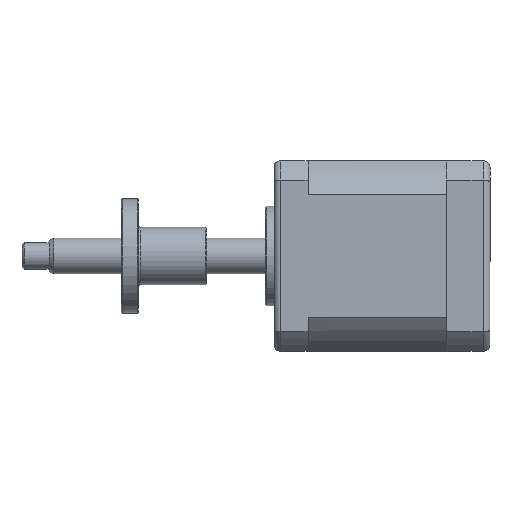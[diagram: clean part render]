
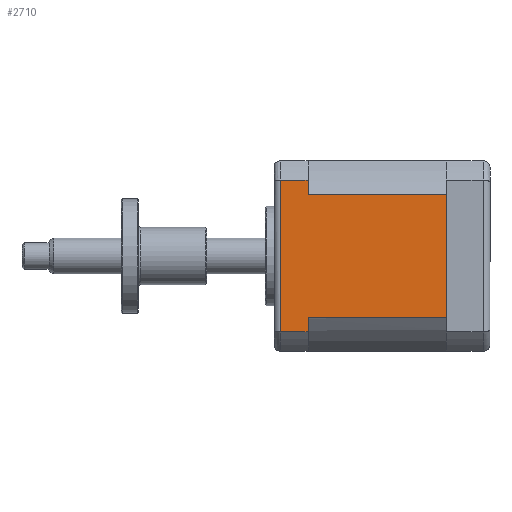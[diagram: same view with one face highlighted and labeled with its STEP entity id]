
A CAD part, left-side view. The second image highlights one B-rep face of the part: STEP entity #2710.
In plain terms, the highlighted planar face has unit normal (-1, 0, 0).
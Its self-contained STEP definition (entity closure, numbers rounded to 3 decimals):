
#40 = DIRECTION ( 'NONE',  ( 0., 0., 1. ) ) ;
#81 = EDGE_CURVE ( 'NONE', #8825, #2731, #2943, .T. ) ;
#247 = VECTOR ( 'NONE', #40, 1000. ) ;
#553 = VERTEX_POINT ( 'NONE', #10398 ) ;
#568 = EDGE_CURVE ( 'NONE', #7978, #5057, #6963, .T. ) ;
#1193 = CARTESIAN_POINT ( 'NONE',  ( -38.681, -3.358, 46.944 ) ) ;
#1417 = LINE ( 'NONE', #1651, #3276 ) ;
#1443 = VECTOR ( 'NONE', #5491, 1000. ) ;
#1521 = CARTESIAN_POINT ( 'NONE',  ( -38.681, -34.058, 19.756 ) ) ;
#1651 = CARTESIAN_POINT ( 'NONE',  ( -38.681, -34.058, 19.756 ) ) ;
#1736 = CARTESIAN_POINT ( 'NONE',  ( -38.681, 2.792, 16.504 ) ) ;
#1944 = LINE ( 'NONE', #9508, #1443 ) ;
#2143 = LINE ( 'NONE', #4877, #247 ) ;
#2246 = LINE ( 'NONE', #7896, #3643 ) ;
#2256 = VERTEX_POINT ( 'NONE', #6543 ) ;
#2312 = LINE ( 'NONE', #5044, #8219 ) ;
#2372 = ORIENTED_EDGE ( 'NONE', *, *, #3807, .F. ) ;
#2455 = ORIENTED_EDGE ( 'NONE', *, *, #81, .T. ) ;
#2626 = DIRECTION ( 'NONE',  ( 0., 1., 0. ) ) ;
#2677 = EDGE_CURVE ( 'NONE', #2256, #5695, #2246, .T. ) ;
#2709 = VECTOR ( 'NONE', #4258, 1000. ) ;
#2710 = ADVANCED_FACE ( 'NONE', ( #9547 ), #3936, .F. ) ;
#2731 = VERTEX_POINT ( 'NONE', #1736 ) ;
#2943 = LINE ( 'NONE', #8295, #2709 ) ;
#3046 = ORIENTED_EDGE ( 'NONE', *, *, #5296, .T. ) ;
#3084 = ORIENTED_EDGE ( 'NONE', *, *, #3749, .T. ) ;
#3276 = VECTOR ( 'NONE', #8066, 1000. ) ;
#3483 = DIRECTION ( 'NONE',  ( 0., 1., 0. ) ) ;
#3612 = EDGE_CURVE ( 'NONE', #5057, #8825, #1944, .T. ) ;
#3643 = VECTOR ( 'NONE', #5486, 1000. ) ;
#3717 = ORIENTED_EDGE ( 'NONE', *, *, #2677, .F. ) ;
#3749 = EDGE_CURVE ( 'NONE', #2256, #7978, #2312, .T. ) ;
#3807 = EDGE_CURVE ( 'NONE', #553, #2731, #9865, .T. ) ;
#3936 = PLANE ( 'NONE',  #5329 ) ;
#4258 = DIRECTION ( 'NONE',  ( 0., 0., -1. ) ) ;
#4442 = ORIENTED_EDGE ( 'NONE', *, *, #7509, .F. ) ;
#4510 = VERTEX_POINT ( 'NONE', #10412 ) ;
#4642 = ORIENTED_EDGE ( 'NONE', *, *, #568, .T. ) ;
#4751 = DIRECTION ( 'NONE',  ( 0., 0., 1. ) ) ;
#4873 = DIRECTION ( 'NONE',  ( 0., 0., 1. ) ) ;
#4877 = CARTESIAN_POINT ( 'NONE',  ( -38.681, -3.358, 50.196 ) ) ;
#5044 = CARTESIAN_POINT ( 'NONE',  ( -38.681, -34.058, 46.944 ) ) ;
#5057 = VERTEX_POINT ( 'NONE', #9900 ) ;
#5296 = EDGE_CURVE ( 'NONE', #553, #4510, #2143, .T. ) ;
#5329 = AXIS2_PLACEMENT_3D ( 'NONE', #1521, #9564, #4751 ) ;
#5486 = DIRECTION ( 'NONE',  ( 0., 0., -1. ) ) ;
#5491 = DIRECTION ( 'NONE',  ( 0., 1., 0. ) ) ;
#5695 = VERTEX_POINT ( 'NONE', #6150 ) ;
#6150 = CARTESIAN_POINT ( 'NONE',  ( -38.681, -34.058, 19.756 ) ) ;
#6450 = ORIENTED_EDGE ( 'NONE', *, *, #3612, .T. ) ;
#6543 = CARTESIAN_POINT ( 'NONE',  ( -38.681, -34.058, 46.944 ) ) ;
#6963 = LINE ( 'NONE', #8091, #9095 ) ;
#7413 = EDGE_LOOP ( 'NONE', ( #3084, #4642, #6450, #2455, #2372, #3046, #4442, #3717 ) ) ;
#7495 = CARTESIAN_POINT ( 'NONE',  ( -38.681, -4.958, 16.504 ) ) ;
#7509 = EDGE_CURVE ( 'NONE', #5695, #4510, #1417, .T. ) ;
#7714 = VECTOR ( 'NONE', #3483, 1000. ) ;
#7769 = CARTESIAN_POINT ( 'NONE',  ( -38.681, 2.792, 50.196 ) ) ;
#7896 = CARTESIAN_POINT ( 'NONE',  ( -38.681, -34.058, 19.756 ) ) ;
#7978 = VERTEX_POINT ( 'NONE', #1193 ) ;
#8066 = DIRECTION ( 'NONE',  ( 0., 1., 0. ) ) ;
#8091 = CARTESIAN_POINT ( 'NONE',  ( -38.681, -3.358, 50.196 ) ) ;
#8219 = VECTOR ( 'NONE', #2626, 1000. ) ;
#8295 = CARTESIAN_POINT ( 'NONE',  ( -38.681, 2.792, 16.504 ) ) ;
#8825 = VERTEX_POINT ( 'NONE', #7769 ) ;
#9095 = VECTOR ( 'NONE', #4873, 1000. ) ;
#9508 = CARTESIAN_POINT ( 'NONE',  ( -38.681, -4.958, 50.196 ) ) ;
#9547 = FACE_OUTER_BOUND ( 'NONE', #7413, .T. ) ;
#9564 = DIRECTION ( 'NONE',  ( 1., 0., 0. ) ) ;
#9865 = LINE ( 'NONE', #7495, #7714 ) ;
#9900 = CARTESIAN_POINT ( 'NONE',  ( -38.681, -3.358, 50.196 ) ) ;
#10398 = CARTESIAN_POINT ( 'NONE',  ( -38.681, -3.358, 16.504 ) ) ;
#10412 = CARTESIAN_POINT ( 'NONE',  ( -38.681, -3.358, 19.756 ) ) ;
